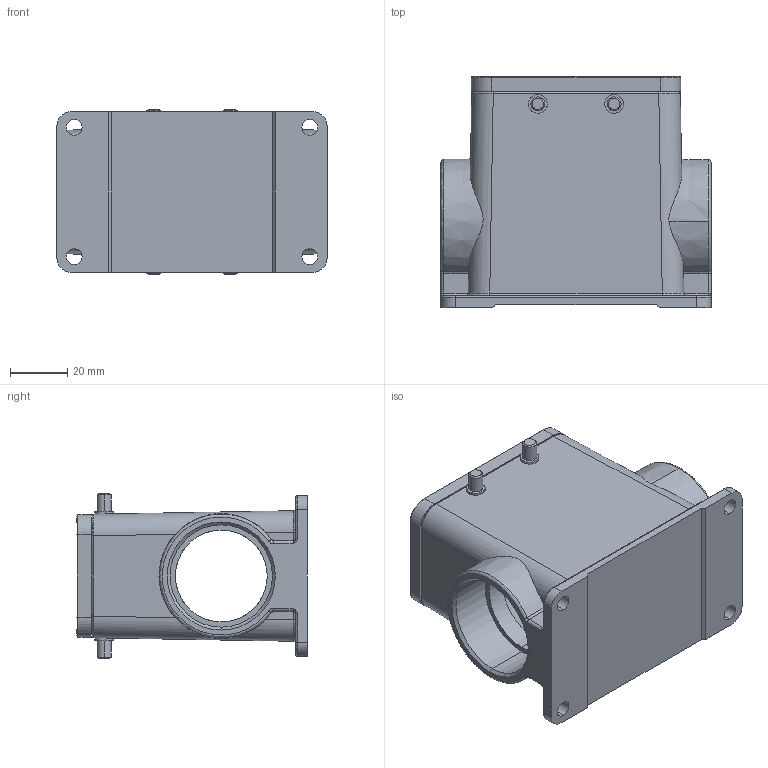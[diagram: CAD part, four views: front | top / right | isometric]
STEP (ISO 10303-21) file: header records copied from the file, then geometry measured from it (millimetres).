
FILE_DESCRIPTION (( 'STEP AP203' ), '1' );
FILE_NAME ('HV10B-SFH-4B-2PG29.STP', '2017-08-21T11:25:12', ( '微软用户' ), ( '微软中国' ), 'SwSTEP 2.0', 'SolidWorks 2012', '' );
FILE_SCHEMA (( 'CONFIG_CONTROL_DESIGN' ));
Length unit declared in the file: millimetre
Products named in the file (1): HV10B-SFH-4B-2PG29
Bounding box: 94 x 80.38 x 57.51 mm (x, y, z)
Volume: 113959.3 mm3; surface area: 47536.2 mm2
Topology: 1 solids, 1 shells, 291 faces, 722 edges, 454 vertices
Faces by surface type: cylinder 131, plane 89, bspline 34, cone 25, torus 12
Entity records: 11685 total; most frequent: CARTESIAN_POINT 5080, ORIENTED_EDGE 1444, DIRECTION 1258, EDGE_CURVE 722, AXIS2_PLACEMENT_3D 467, VERTEX_POINT 454, LINE 324, VECTOR 324
